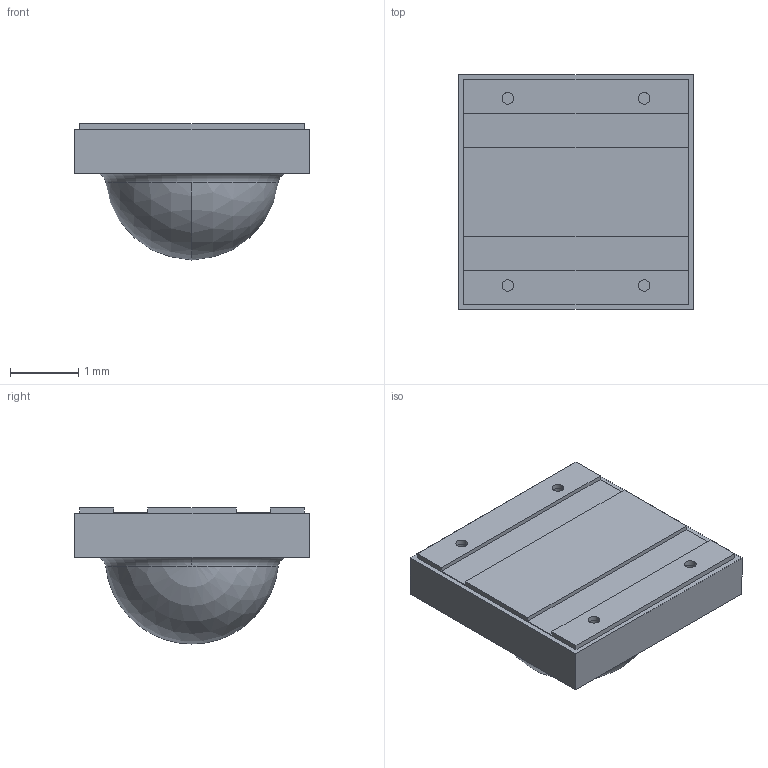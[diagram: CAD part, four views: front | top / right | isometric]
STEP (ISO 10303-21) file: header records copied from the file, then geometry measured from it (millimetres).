
FILE_DESCRIPTION(('STEP AP242'),'1');
FILE_NAME('xpcwht-l1-0000-00c01.stp','2023-04-24T15:06:44',('TraceParts'),('TraceParts S.A.'),'Spatial InterOp 3D',' ',' ');
FILE_SCHEMA(('AP242_MANAGED_MODEL_BASED_3D_ENGINEERING_MIM_LF {1 0 10303 442 1 1 4}'));
Length unit declared in the file: millimetre
Products named in the file (1): xpcwht-l1-0000-00c01
Bounding box: 3.45 x 3.45 x 2 mm (x, y, z)
Volume: 12.7 mm3; surface area: 40.6 mm2
Topology: 1 solids, 1 shells, 47 faces, 106 edges, 71 vertices
Faces by surface type: plane 27, cone 8, cylinder 8, torus 2, sphere 2
Entity records: 1345 total; most frequent: DIRECTION 244, CARTESIAN_POINT 225, ORIENTED_EDGE 212, EDGE_CURVE 106, AXIS2_PLACEMENT_3D 90, VERTEX_POINT 71, LINE 64, VECTOR 64
